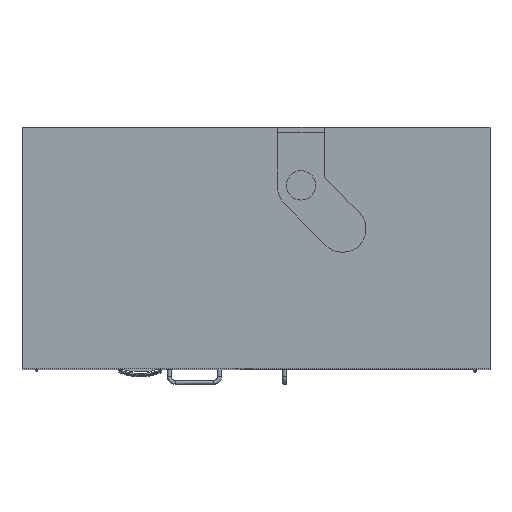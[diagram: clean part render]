
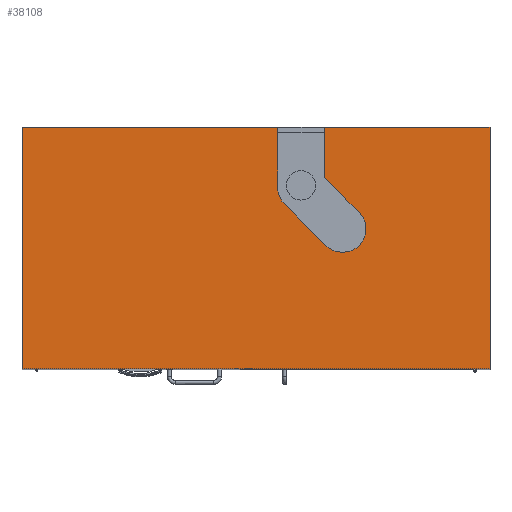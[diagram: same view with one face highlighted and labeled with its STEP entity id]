
A CAD part, top view. The second image highlights one B-rep face of the part: STEP entity #38108.
In plain terms, the highlighted planar face has unit normal (0, 0, 1).
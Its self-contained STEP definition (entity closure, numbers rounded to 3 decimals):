
#1547=LINE('',#51290,#5732);
#1548=LINE('',#51294,#5733);
#1549=LINE('',#51298,#5734);
#1550=LINE('',#51302,#5735);
#1551=LINE('',#51304,#5736);
#1552=LINE('',#51306,#5737);
#1553=LINE('',#51308,#5738);
#1554=LINE('',#51310,#5739);
#1555=LINE('',#51311,#5740);
#5732=VECTOR('',#42937,10.);
#5733=VECTOR('',#42940,10.);
#5734=VECTOR('',#42943,10.);
#5735=VECTOR('',#42946,10.);
#5736=VECTOR('',#42947,10.);
#5737=VECTOR('',#42948,10.);
#5738=VECTOR('',#42949,10.);
#5739=VECTOR('',#42950,10.);
#5740=VECTOR('',#42951,10.);
#9740=PLANE('',#40393);
#11665=FACE_OUTER_BOUND('',#13786,.T.);
#13786=EDGE_LOOP('',(#25854,#25855,#25856,#25857,#25858,#25859,#25860,#25861,
#25862,#25863,#25864,#25865));
#16127=CIRCLE('',#40394,10.);
#16128=CIRCLE('',#40395,60.);
#16129=CIRCLE('',#40396,60.);
#16668=VERTEX_POINT('',#51288);
#16669=VERTEX_POINT('',#51289);
#16670=VERTEX_POINT('',#51291);
#16671=VERTEX_POINT('',#51293);
#16672=VERTEX_POINT('',#51295);
#16673=VERTEX_POINT('',#51297);
#16674=VERTEX_POINT('',#51299);
#16675=VERTEX_POINT('',#51301);
#16676=VERTEX_POINT('',#51303);
#16677=VERTEX_POINT('',#51305);
#16678=VERTEX_POINT('',#51307);
#16679=VERTEX_POINT('',#51309);
#20309=EDGE_CURVE('',#16668,#16669,#1547,.T.);
#20310=EDGE_CURVE('',#16669,#16670,#16127,.T.);
#20311=EDGE_CURVE('',#16670,#16671,#1548,.T.);
#20312=EDGE_CURVE('',#16671,#16672,#16128,.T.);
#20313=EDGE_CURVE('',#16672,#16673,#1549,.T.);
#20314=EDGE_CURVE('',#16673,#16674,#16129,.T.);
#20315=EDGE_CURVE('',#16674,#16675,#1550,.T.);
#20316=EDGE_CURVE('',#16675,#16676,#1551,.T.);
#20317=EDGE_CURVE('',#16676,#16677,#1552,.T.);
#20318=EDGE_CURVE('',#16677,#16678,#1553,.T.);
#20319=EDGE_CURVE('',#16678,#16679,#1554,.T.);
#20320=EDGE_CURVE('',#16679,#16668,#1555,.T.);
#25854=ORIENTED_EDGE('',*,*,#20309,.T.);
#25855=ORIENTED_EDGE('',*,*,#20310,.T.);
#25856=ORIENTED_EDGE('',*,*,#20311,.T.);
#25857=ORIENTED_EDGE('',*,*,#20312,.T.);
#25858=ORIENTED_EDGE('',*,*,#20313,.T.);
#25859=ORIENTED_EDGE('',*,*,#20314,.T.);
#25860=ORIENTED_EDGE('',*,*,#20315,.T.);
#25861=ORIENTED_EDGE('',*,*,#20316,.T.);
#25862=ORIENTED_EDGE('',*,*,#20317,.T.);
#25863=ORIENTED_EDGE('',*,*,#20318,.T.);
#25864=ORIENTED_EDGE('',*,*,#20319,.T.);
#25865=ORIENTED_EDGE('',*,*,#20320,.T.);
#38108=ADVANCED_FACE('',(#11665),#9740,.T.);
#40393=AXIS2_PLACEMENT_3D('',#51287,#42935,#42936);
#40394=AXIS2_PLACEMENT_3D('',#51292,#42938,#42939);
#40395=AXIS2_PLACEMENT_3D('',#51296,#42941,#42942);
#40396=AXIS2_PLACEMENT_3D('',#51300,#42944,#42945);
#42935=DIRECTION('center_axis',(0.,0.,1.));
#42936=DIRECTION('ref_axis',(1.,0.,0.));
#42937=DIRECTION('',(0.,-1.,0.));
#42938=DIRECTION('center_axis',(0.,0.,1.));
#42939=DIRECTION('ref_axis',(1.,0.,0.));
#42940=DIRECTION('',(0.707,-0.707,0.));
#42941=DIRECTION('center_axis',(0.,0.,-1.));
#42942=DIRECTION('ref_axis',(-0.707,-0.707,0.));
#42943=DIRECTION('',(-0.707,0.707,0.));
#42944=DIRECTION('center_axis',(0.,0.,-1.));
#42945=DIRECTION('ref_axis',(-1.,0.,0.));
#42946=DIRECTION('',(0.,1.,0.));
#42947=DIRECTION('',(-1.,0.,0.));
#42948=DIRECTION('',(0.,-1.,0.));
#42949=DIRECTION('',(1.,0.,0.));
#42950=DIRECTION('',(0.,1.,0.));
#42951=DIRECTION('',(-1.,0.,0.));
#51287=CARTESIAN_POINT('Origin',(0.,0.,
984.));
#51288=CARTESIAN_POINT('',(175.,308.25,984.));
#51289=CARTESIAN_POINT('',(175.,184.245,984.));
#51290=CARTESIAN_POINT('',(175.,147.25,984.));
#51291=CARTESIAN_POINT('',(177.929,177.174,984.));
#51292=CARTESIAN_POINT('Origin',(185.,184.245,984.));
#51293=CARTESIAN_POINT('',(263.676,91.426,984.));
#51294=CARTESIAN_POINT('',(177.74,177.363,984.));
#51295=CARTESIAN_POINT('',(178.824,6.574,984.));
#51296=CARTESIAN_POINT('Origin',(221.25,49.,984.));
#51297=CARTESIAN_POINT('',(72.574,112.824,984.));
#51298=CARTESIAN_POINT('',(135.761,49.636,984.));
#51299=CARTESIAN_POINT('',(55.,155.25,984.));
#51300=CARTESIAN_POINT('Origin',(115.,155.25,984.));
#51301=CARTESIAN_POINT('',(55.,308.25,984.));
#51302=CARTESIAN_POINT('',(55.,147.25,984.));
#51303=CARTESIAN_POINT('',(-598.25,308.25,984.));
#51304=CARTESIAN_POINT('',(598.25,308.25,984.));
#51305=CARTESIAN_POINT('',(-598.25,-308.25,984.));
#51306=CARTESIAN_POINT('',(-598.25,308.25,984.));
#51307=CARTESIAN_POINT('',(598.25,-308.25,984.));
#51308=CARTESIAN_POINT('',(-598.25,-308.25,984.));
#51309=CARTESIAN_POINT('',(598.25,308.25,984.));
#51310=CARTESIAN_POINT('',(598.25,-308.25,984.));
#51311=CARTESIAN_POINT('',(598.25,308.25,984.));
